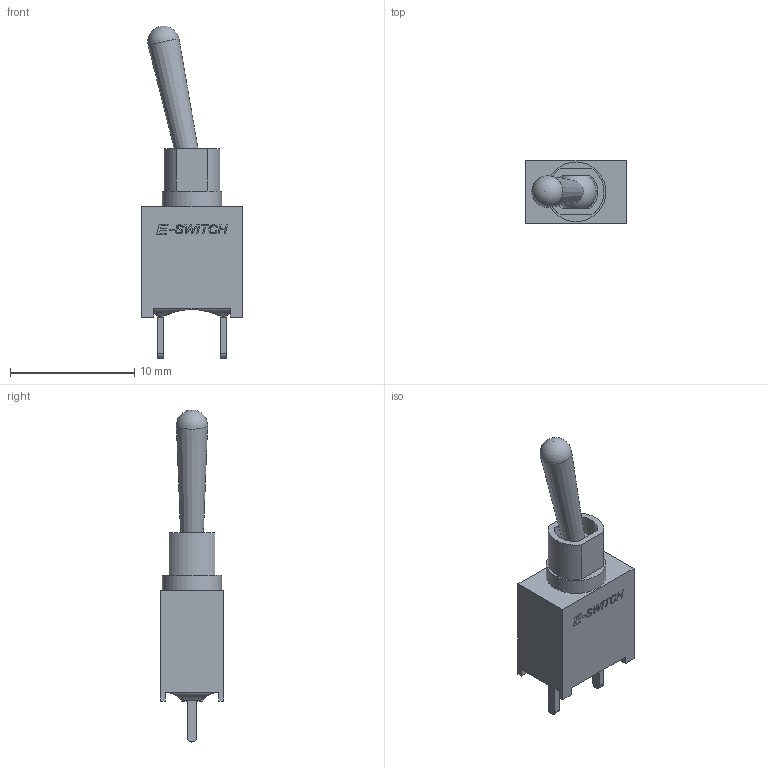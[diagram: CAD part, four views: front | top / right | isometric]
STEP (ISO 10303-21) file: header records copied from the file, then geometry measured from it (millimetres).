
FILE_DESCRIPTION(/* description */ (''),/* implementation_level */ '2;1');
FILE_NAME(/* name */ '200AWMSP6T1A1M2xE.stp',/* time_stamp */ '2025-09-15T13:01:40-05:00',/* author */ ('mroman'),/* organization */ (''),/* preprocessor_version */ 'ST-DEVELOPER v18.1',/* originating_system */ 'Autodesk Inventor 2022',/* authorisation */ '');
FILE_SCHEMA (('AUTOMOTIVE_DESIGN { 1 0 10303 214 3 1 1 }'));
Length unit declared in the file: inch
Products named in the file (1): 200AWMSP6T1A1M2xE
Bounding box: 8.13 x 5.08 x 26.73 mm (x, y, z)
Volume: 449.2 mm3; surface area: 516.6 mm2
Topology: 1 solids, 1 shells, 166 faces, 458 edges, 306 vertices
Faces by surface type: plane 107, bspline 44, cylinder 12, sphere 2, cone 1
Full cylindrical faces by diameter (mm): 4.8 x1
Entity records: 5766 total; most frequent: CARTESIAN_POINT 1773, ORIENTED_EDGE 914, DIRECTION 634, EDGE_CURVE 457, LINE 326, VECTOR 326, VERTEX_POINT 306, EDGE_LOOP 183
